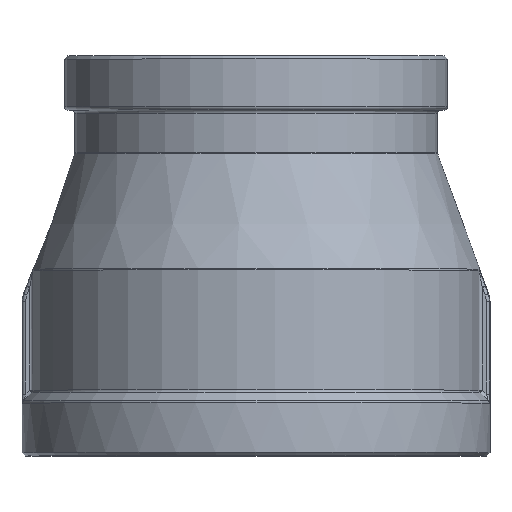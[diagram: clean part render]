
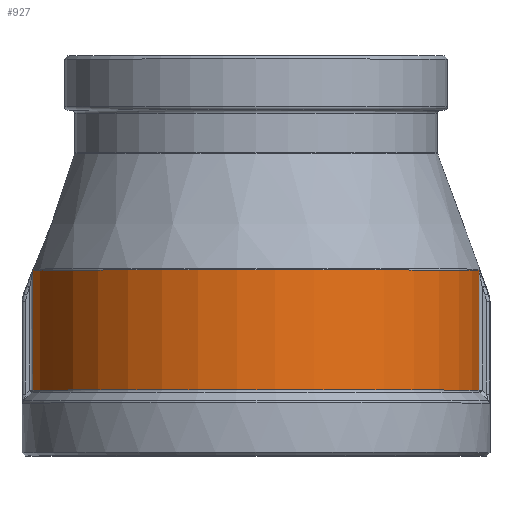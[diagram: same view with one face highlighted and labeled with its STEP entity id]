
A CAD part, top view. The second image highlights one B-rep face of the part: STEP entity #927.
In plain terms, the highlighted cylindrical face has radius 33 mm (diameter 66 mm), a partial arc.
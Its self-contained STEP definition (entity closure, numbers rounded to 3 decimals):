
#50=LINE('',#2073,#78);
#51=LINE('',#2077,#79);
#78=VECTOR('',#1281,17.681);
#79=VECTOR('',#1286,17.681);
#144=CYLINDRICAL_SURFACE('',#1042,33.);
#220=FACE_OUTER_BOUND('',#301,.T.);
#301=EDGE_LOOP('',(#777,#778,#779,#780));
#385=CIRCLE('',#1037,33.);
#388=CIRCLE('',#1043,33.);
#458=VERTEX_POINT('',#1803);
#472=VERTEX_POINT('',#2046);
#474=VERTEX_POINT('',#2072);
#475=VERTEX_POINT('',#2076);
#582=EDGE_CURVE('',#458,#472,#385,.T.);
#586=EDGE_CURVE('',#472,#474,#50,.T.);
#588=EDGE_CURVE('',#475,#458,#51,.T.);
#589=EDGE_CURVE('',#474,#475,#388,.T.);
#777=ORIENTED_EDGE('',*,*,#582,.F.);
#778=ORIENTED_EDGE('',*,*,#588,.F.);
#779=ORIENTED_EDGE('',*,*,#589,.F.);
#780=ORIENTED_EDGE('',*,*,#586,.F.);
#927=ADVANCED_FACE('',(#220),#144,.T.);
#1037=AXIS2_PLACEMENT_3D('',#2065,#1271,#1272);
#1042=AXIS2_PLACEMENT_3D('',#2075,#1284,#1285);
#1043=AXIS2_PLACEMENT_3D('',#2078,#1287,#1288);
#1271=DIRECTION('center_axis',(0.,1.,0.));
#1272=DIRECTION('ref_axis',(0.,0.,1.));
#1281=DIRECTION('',(0.,-1.,0.));
#1284=DIRECTION('center_axis',(0.,-1.,0.));
#1285=DIRECTION('ref_axis',(1.,0.,0.));
#1286=DIRECTION('',(0.,1.,0.));
#1287=DIRECTION('center_axis',(0.,-1.,0.));
#1288=DIRECTION('ref_axis',(-1.,0.,0.));
#1803=CARTESIAN_POINT('',(-32.867,-2.111,2.955));
#2046=CARTESIAN_POINT('',(32.867,-2.111,2.955));
#2065=CARTESIAN_POINT('Origin',(0.,-2.111,0.));
#2072=CARTESIAN_POINT('',(32.867,-19.793,2.955));
#2073=CARTESIAN_POINT('',(32.867,-11.012,2.955));
#2075=CARTESIAN_POINT('Origin',(0.,-11.012,0.));
#2076=CARTESIAN_POINT('',(-32.867,-19.793,2.955));
#2077=CARTESIAN_POINT('',(-32.867,-11.012,2.955));
#2078=CARTESIAN_POINT('Origin',(0.,-19.793,0.));
